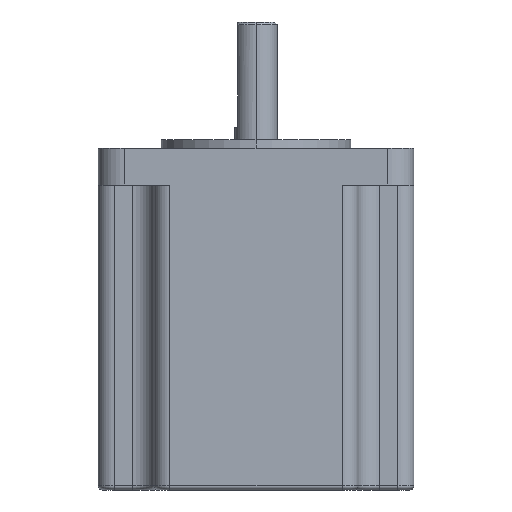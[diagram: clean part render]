
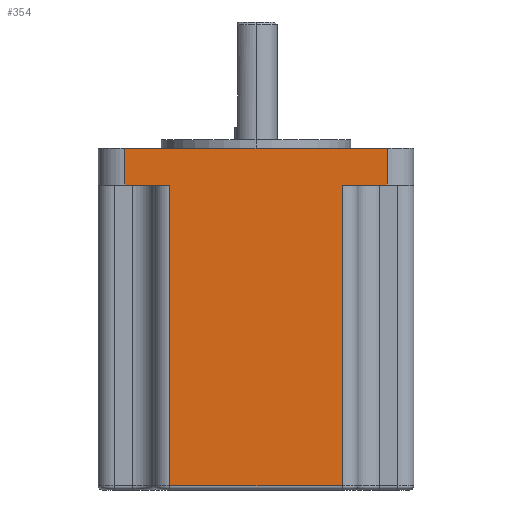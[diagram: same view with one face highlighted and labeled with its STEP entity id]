
A CAD part, left-side view. The second image highlights one B-rep face of the part: STEP entity #354.
In plain terms, the highlighted planar face has unit normal (-1, 0, 0).
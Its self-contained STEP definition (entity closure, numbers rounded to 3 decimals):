
#1 = EDGE_CURVE ( 'NONE', #1679, #1904, #1916, .T. ) ;
#53 = VERTEX_POINT ( 'NONE', #96 ) ;
#54 = VERTEX_POINT ( 'NONE', #2223 ) ;
#67 = ORIENTED_EDGE ( 'NONE', *, *, #684, .T. ) ;
#69 = LINE ( 'NONE', #2200, #1700 ) ;
#89 = DIRECTION ( 'NONE',  ( 0., 0., 1. ) ) ;
#96 = CARTESIAN_POINT ( 'NONE',  ( -30., -16.37, -7. ) ) ;
#126 = EDGE_CURVE ( 'NONE', #2328, #54, #2046, .T. ) ;
#151 = DIRECTION ( 'NONE',  ( 0., -1., 0. ) ) ;
#181 = CARTESIAN_POINT ( 'NONE',  ( -30., -16.37, -64.2 ) ) ;
#205 = DIRECTION ( 'NONE',  ( -1., 0., 0. ) ) ;
#260 = DIRECTION ( 'NONE',  ( 0., -1., 0. ) ) ;
#312 = EDGE_CURVE ( 'NONE', #1679, #1521, #69, .T. ) ;
#317 = ORIENTED_EDGE ( 'NONE', *, *, #712, .T. ) ;
#338 = CARTESIAN_POINT ( 'NONE',  ( -30., 16.37, -65. ) ) ;
#354 = ADVANCED_FACE ( 'NONE', ( #1767 ), #936, .T. ) ;
#396 = CARTESIAN_POINT ( 'NONE',  ( -30., 0., -7. ) ) ;
#418 = VECTOR ( 'NONE', #1429, 1000. ) ;
#429 = LINE ( 'NONE', #181, #1026 ) ;
#435 = VERTEX_POINT ( 'NONE', #1978 ) ;
#448 = CARTESIAN_POINT ( 'NONE',  ( -30., 0., -65. ) ) ;
#498 = CARTESIAN_POINT ( 'NONE',  ( -30., 0., 0. ) ) ;
#558 = ORIENTED_EDGE ( 'NONE', *, *, #1433, .T. ) ;
#579 = LINE ( 'NONE', #338, #995 ) ;
#642 = LINE ( 'NONE', #396, #1771 ) ;
#684 = EDGE_CURVE ( 'NONE', #435, #53, #1890, .T. ) ;
#691 = CARTESIAN_POINT ( 'NONE',  ( -30., -25., -7. ) ) ;
#712 = EDGE_CURVE ( 'NONE', #1376, #435, #429, .T. ) ;
#748 = LINE ( 'NONE', #498, #847 ) ;
#847 = VECTOR ( 'NONE', #260, 1000. ) ;
#861 = ORIENTED_EDGE ( 'NONE', *, *, #126, .T. ) ;
#936 = PLANE ( 'NONE',  #1826 ) ;
#961 = VECTOR ( 'NONE', #1565, 1000. ) ;
#963 = CARTESIAN_POINT ( 'NONE',  ( -30., 25., 0. ) ) ;
#995 = VECTOR ( 'NONE', #89, 1000. ) ;
#1006 = CARTESIAN_POINT ( 'NONE',  ( -30., 16.37, -64.2 ) ) ;
#1026 = VECTOR ( 'NONE', #2303, 1000. ) ;
#1050 = ORIENTED_EDGE ( 'NONE', *, *, #1286, .F. ) ;
#1267 = VECTOR ( 'NONE', #1401, 1000. ) ;
#1286 = EDGE_CURVE ( 'NONE', #1521, #54, #748, .T. ) ;
#1363 = ORIENTED_EDGE ( 'NONE', *, *, #1617, .F. ) ;
#1376 = VERTEX_POINT ( 'NONE', #1006 ) ;
#1401 = DIRECTION ( 'NONE',  ( 0., 0., 1. ) ) ;
#1429 = DIRECTION ( 'NONE',  ( 0., -1., 0. ) ) ;
#1433 = EDGE_CURVE ( 'NONE', #53, #2328, #642, .T. ) ;
#1521 = VERTEX_POINT ( 'NONE', #963 ) ;
#1565 = DIRECTION ( 'NONE',  ( 0., 0., 1. ) ) ;
#1617 = EDGE_CURVE ( 'NONE', #1376, #1904, #579, .T. ) ;
#1638 = CARTESIAN_POINT ( 'NONE',  ( -30., -16.37, -65. ) ) ;
#1671 = CARTESIAN_POINT ( 'NONE',  ( -30., 0., -7. ) ) ;
#1679 = VERTEX_POINT ( 'NONE', #2106 ) ;
#1700 = VECTOR ( 'NONE', #1965, 1000. ) ;
#1767 = FACE_OUTER_BOUND ( 'NONE', #1939, .T. ) ;
#1771 = VECTOR ( 'NONE', #151, 1000. ) ;
#1778 = ORIENTED_EDGE ( 'NONE', *, *, #312, .F. ) ;
#1810 = CARTESIAN_POINT ( 'NONE',  ( -30., -25., -65. ) ) ;
#1826 = AXIS2_PLACEMENT_3D ( 'NONE', #448, #205, #2325 ) ;
#1890 = LINE ( 'NONE', #1638, #1267 ) ;
#1904 = VERTEX_POINT ( 'NONE', #2312 ) ;
#1916 = LINE ( 'NONE', #1671, #418 ) ;
#1939 = EDGE_LOOP ( 'NONE', ( #1363, #317, #67, #558, #861, #1050, #1778, #2198 ) ) ;
#1965 = DIRECTION ( 'NONE',  ( 0., 0., 1. ) ) ;
#1978 = CARTESIAN_POINT ( 'NONE',  ( -30., -16.37, -64.2 ) ) ;
#2046 = LINE ( 'NONE', #1810, #961 ) ;
#2106 = CARTESIAN_POINT ( 'NONE',  ( -30., 25., -7. ) ) ;
#2198 = ORIENTED_EDGE ( 'NONE', *, *, #1, .T. ) ;
#2200 = CARTESIAN_POINT ( 'NONE',  ( -30., 25., -65. ) ) ;
#2223 = CARTESIAN_POINT ( 'NONE',  ( -30., -25., 0. ) ) ;
#2303 = DIRECTION ( 'NONE',  ( 0., -1., 0. ) ) ;
#2312 = CARTESIAN_POINT ( 'NONE',  ( -30., 16.37, -7. ) ) ;
#2325 = DIRECTION ( 'NONE',  ( 0., -1., 0. ) ) ;
#2328 = VERTEX_POINT ( 'NONE', #691 ) ;
